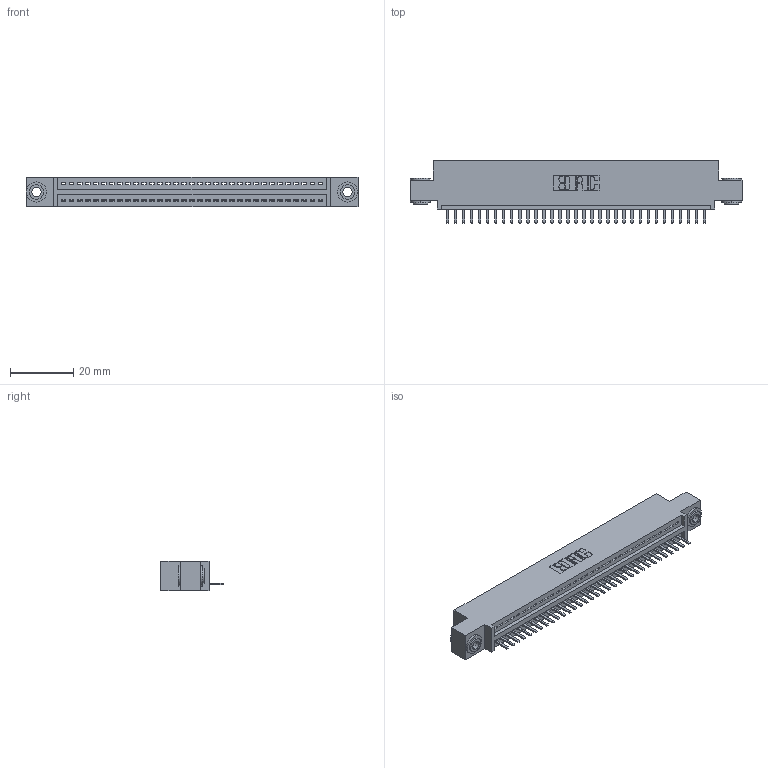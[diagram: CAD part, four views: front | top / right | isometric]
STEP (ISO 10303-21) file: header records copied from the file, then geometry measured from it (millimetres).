
FILE_DESCRIPTION (( 'STEP AP203' ), '1' );
FILE_NAME ('395-033-520-403.STEP', '2019-10-19T15:12:03', ( '' ), ( '' ), 'SwSTEP 2.0', 'SolidWorks 2016', '' );
FILE_SCHEMA (( 'CONFIG_CONTROL_DESIGN' ));
Length unit declared in the file: inch
Products named in the file (4): 395-033-520-403; 345-250-002_345-250-002-102; 345-292-001_345-293-120; 345 Part_0.110 Offset - 0.156 Dia-TH
Assembly tree (36 placements, depth 2):
  395-033-520-403
    345 Part_0.110 Offset - 0.156 Dia-TH
    345-292-001_345-293-120  x33
    345-250-002_345-250-002-102  x2
Bounding box: 105.03 x 19.68 x 9.4 mm (x, y, z)
Volume: 9753.1 mm3; surface area: 12824.5 mm2
Topology: 36 solids, 36 shells, 2214 faces, 6501 edges, 4242 vertices
Faces by surface type: plane 1480, cylinder 726, cone 8
Entity records: 26944 total; most frequent: CARTESIAN_POINT 4658, ORIENTED_EDGE 4606, DIRECTION 4099, EDGE_CURVE 2303, LINE 2011, VECTOR 2011, VERTEX_POINT 1530, AXIS2_PLACEMENT_3D 1044
